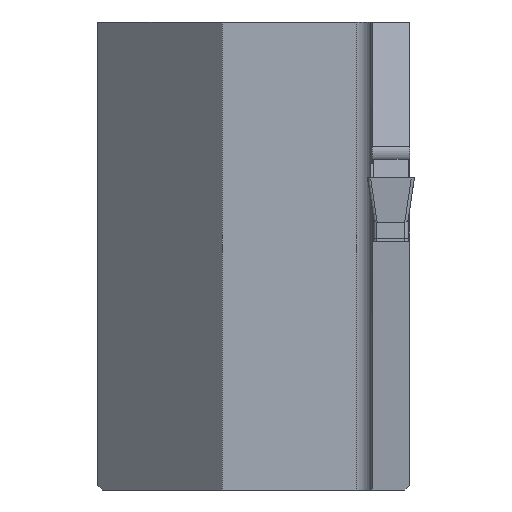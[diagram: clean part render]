
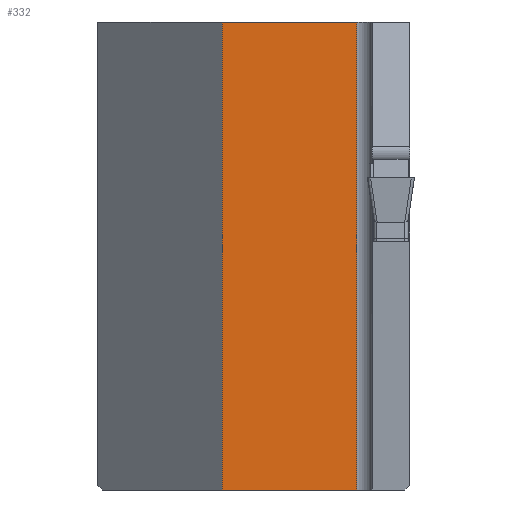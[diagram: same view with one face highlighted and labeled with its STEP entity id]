
A CAD part, left-side view. The second image highlights one B-rep face of the part: STEP entity #332.
In plain terms, the highlighted planar face has unit normal (-1, 0, 0).
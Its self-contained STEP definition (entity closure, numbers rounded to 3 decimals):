
#332=ADVANCED_FACE('',(#451),#396,.F.);
#396=PLANE('',#1492);
#451=FACE_OUTER_BOUND('',#516,.T.);
#516=EDGE_LOOP('',(#690,#691,#692,#693));
#690=ORIENTED_EDGE('',*,*,#1055,.F.);
#691=ORIENTED_EDGE('',*,*,#1095,.T.);
#692=ORIENTED_EDGE('',*,*,#1074,.T.);
#693=ORIENTED_EDGE('',*,*,#1045,.T.);
#933=VERTEX_POINT('',#1943);
#934=VERTEX_POINT('',#1945);
#938=VERTEX_POINT('',#1961);
#953=VERTEX_POINT('',#2002);
#1045=EDGE_CURVE('',#934,#933,#1210,.T.);
#1055=EDGE_CURVE('',#938,#933,#1219,.T.);
#1074=EDGE_CURVE('',#953,#934,#1237,.T.);
#1095=EDGE_CURVE('',#938,#953,#1256,.T.);
#1210=LINE('',#1944,#1343);
#1219=LINE('',#1962,#1352);
#1237=LINE('',#2001,#1370);
#1256=LINE('',#2041,#1389);
#1343=VECTOR('',#1596,1.);
#1352=VECTOR('',#1613,1.);
#1370=VECTOR('',#1645,1.);
#1389=VECTOR('',#1694,1.);
#1492=AXIS2_PLACEMENT_3D('',#2042,#1695,#1696);
#1596=DIRECTION('',(0.,0.,1.));
#1613=DIRECTION('',(0.,-1.,0.));
#1645=DIRECTION('',(0.,-1.,0.));
#1694=DIRECTION('',(0.,0.,-1.));
#1695=DIRECTION('',(1.,0.,0.));
#1696=DIRECTION('',(0.,0.,-1.));
#1943=CARTESIAN_POINT('',(21.,-16.6,10.));
#1944=CARTESIAN_POINT('',(21.,-16.6,10.));
#1945=CARTESIAN_POINT('',(21.,-16.6,-20.));
#1961=CARTESIAN_POINT('',(21.,-8.,10.));
#1962=CARTESIAN_POINT('',(21.,17.3,10.));
#2001=CARTESIAN_POINT('',(21.,17.3,-20.));
#2002=CARTESIAN_POINT('',(21.,-8.,-20.));
#2041=CARTESIAN_POINT('',(21.,-8.,-35.));
#2042=CARTESIAN_POINT('',(21.,17.3,-20.));
